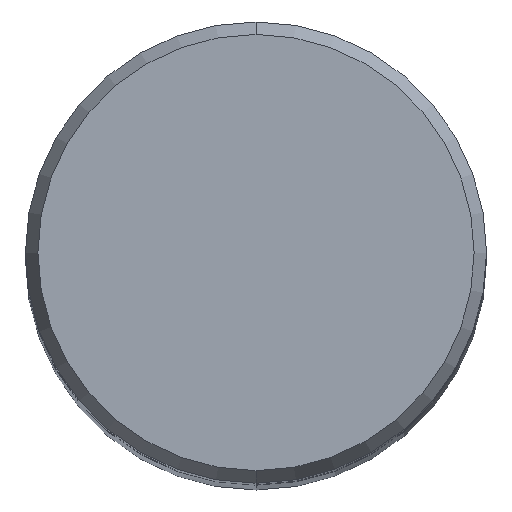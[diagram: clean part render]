
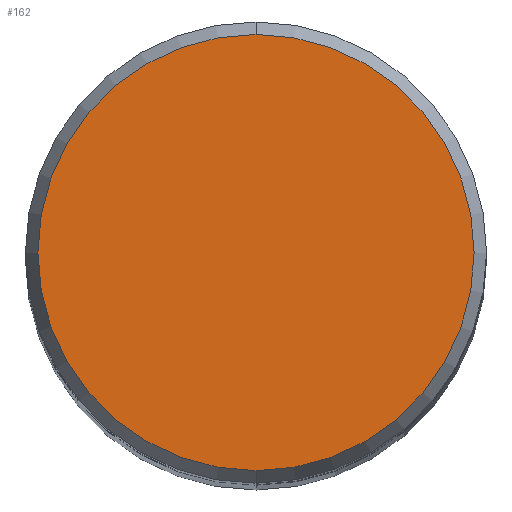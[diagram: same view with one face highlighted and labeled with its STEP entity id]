
A CAD part, top view. The second image highlights one B-rep face of the part: STEP entity #162.
In plain terms, the highlighted planar face has unit normal (0, 0, 1).
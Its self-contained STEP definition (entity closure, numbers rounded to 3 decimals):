
#118=EDGE_CURVE('',#184,#150,#244,.T.);
#150=VERTEX_POINT('',#278);
#162=ADVANCED_FACE('',(#291),#292,.T.);
#180=EDGE_CURVE('',#150,#184,#314,.T.);
#184=VERTEX_POINT('',#319);
#244=CIRCLE('',#383,12.012);
#278=CARTESIAN_POINT('',(0.0,12.012,0.01));
#291=FACE_OUTER_BOUND('',#438,.T.);
#292=PLANE('',#439);
#314=CIRCLE('',#469,12.012);
#319=CARTESIAN_POINT('',(0.,-12.012,0.01));
#383=AXIS2_PLACEMENT_3D('',#525,#526,#527);
#438=EDGE_LOOP('',(#574,#575));
#439=AXIS2_PLACEMENT_3D('',#576,#577,#578);
#469=AXIS2_PLACEMENT_3D('',#615,#616,#617);
#525=CARTESIAN_POINT('',(0.0,0.0,0.01));
#526=DIRECTION('',(0.0,0.0,-1.0));
#527=DIRECTION('',(0.0,1.0,0.0));
#574=ORIENTED_EDGE('',*,*,#180,.F.);
#575=ORIENTED_EDGE('',*,*,#118,.F.);
#576=CARTESIAN_POINT('',(0.0,6.006,0.01));
#577=DIRECTION('',(-0.0,0.0,1.0));
#578=DIRECTION('',(0.0,-1.0,0.0));
#615=CARTESIAN_POINT('',(0.0,0.0,0.01));
#616=DIRECTION('',(0.0,0.0,-1.0));
#617=DIRECTION('',(0.0,1.0,0.0));
